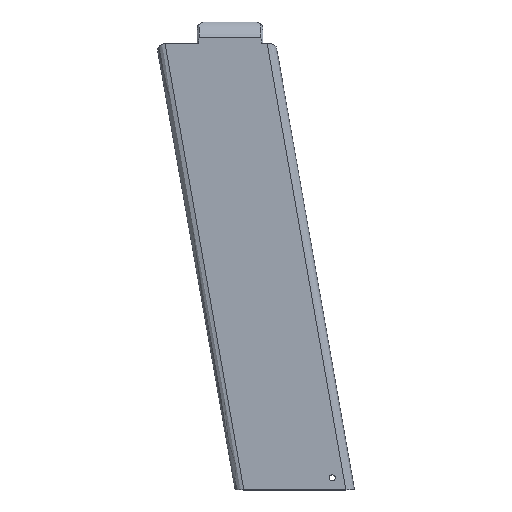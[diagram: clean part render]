
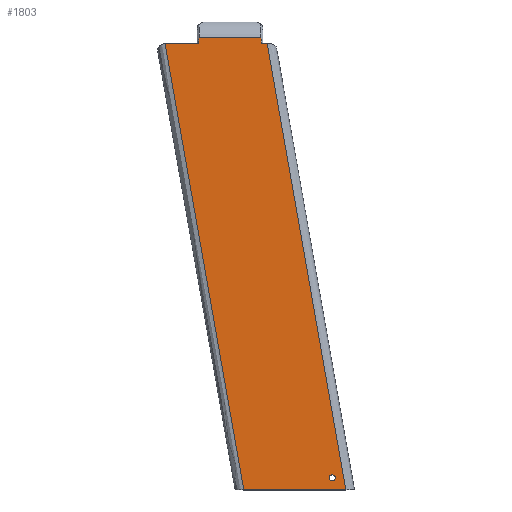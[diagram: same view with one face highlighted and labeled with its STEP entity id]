
A CAD part, top view. The second image highlights one B-rep face of the part: STEP entity #1803.
In plain terms, the highlighted planar face has unit normal (0, 0, 1).
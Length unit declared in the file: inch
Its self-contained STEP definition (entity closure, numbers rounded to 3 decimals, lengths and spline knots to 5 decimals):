
#91=FACE_BOUND('',#251,.T.);
#97=(
BOUNDED_CURVE()
B_SPLINE_CURVE(2,(#2520,#2521,#2522),.UNSPECIFIED.,.F.,.F.)
B_SPLINE_CURVE_WITH_KNOTS((3,3),(0.,0.21909),.UNSPECIFIED.)
CURVE()
GEOMETRIC_REPRESENTATION_ITEM()
RATIONAL_B_SPLINE_CURVE((1.,1.014,1.014))
REPRESENTATION_ITEM('')
);
#98=(
BOUNDED_CURVE()
B_SPLINE_CURVE(2,(#2526,#2527,#2528),.UNSPECIFIED.,.F.,.F.)
B_SPLINE_CURVE_WITH_KNOTS((3,3),(0.21909,0.43818),
 .UNSPECIFIED.)
CURVE()
GEOMETRIC_REPRESENTATION_ITEM()
RATIONAL_B_SPLINE_CURVE((1.014,1.014,1.))
REPRESENTATION_ITEM('')
);
#103=CIRCLE('',#1928,0.04688);
#142=FACE_OUTER_BOUND('',#250,.T.);
#250=EDGE_LOOP('',(#1230,#1231,#1232,#1233,#1234,#1235,#1236,#1237,#1238));
#251=EDGE_LOOP('',(#1239));
#372=LINE('',#2518,#508);
#373=LINE('',#2524,#509);
#374=LINE('',#2530,#510);
#375=LINE('',#2532,#511);
#376=LINE('',#2534,#512);
#377=LINE('',#2536,#513);
#378=LINE('',#2537,#514);
#508=VECTOR('',#2053,0.3937);
#509=VECTOR('',#2054,0.3937);
#510=VECTOR('',#2055,0.3937);
#511=VECTOR('',#2056,0.3937);
#512=VECTOR('',#2057,0.3937);
#513=VECTOR('',#2058,0.3937);
#514=VECTOR('',#2059,0.3937);
#762=VERTEX_POINT('',#2516);
#763=VERTEX_POINT('',#2517);
#764=VERTEX_POINT('',#2519);
#765=VERTEX_POINT('',#2523);
#766=VERTEX_POINT('',#2525);
#767=VERTEX_POINT('',#2529);
#768=VERTEX_POINT('',#2531);
#769=VERTEX_POINT('',#2533);
#770=VERTEX_POINT('',#2535);
#771=VERTEX_POINT('',#2538);
#942=EDGE_CURVE('',#762,#763,#372,.T.);
#943=EDGE_CURVE('',#764,#762,#97,.T.);
#944=EDGE_CURVE('',#765,#764,#373,.T.);
#945=EDGE_CURVE('',#766,#765,#98,.T.);
#946=EDGE_CURVE('',#767,#766,#374,.T.);
#947=EDGE_CURVE('',#768,#767,#375,.T.);
#948=EDGE_CURVE('',#769,#768,#376,.T.);
#949=EDGE_CURVE('',#770,#769,#377,.T.);
#950=EDGE_CURVE('',#770,#763,#378,.T.);
#951=EDGE_CURVE('',#771,#771,#103,.T.);
#1230=ORIENTED_EDGE('',*,*,#942,.F.);
#1231=ORIENTED_EDGE('',*,*,#943,.F.);
#1232=ORIENTED_EDGE('',*,*,#944,.F.);
#1233=ORIENTED_EDGE('',*,*,#945,.F.);
#1234=ORIENTED_EDGE('',*,*,#946,.F.);
#1235=ORIENTED_EDGE('',*,*,#947,.F.);
#1236=ORIENTED_EDGE('',*,*,#948,.F.);
#1237=ORIENTED_EDGE('',*,*,#949,.F.);
#1238=ORIENTED_EDGE('',*,*,#950,.T.);
#1239=ORIENTED_EDGE('',*,*,#951,.F.);
#1766=PLANE('',#1927);
#1803=ADVANCED_FACE('',(#142,#91),#1766,.F.);
#1927=AXIS2_PLACEMENT_3D('',#2515,#2051,#2052);
#1928=AXIS2_PLACEMENT_3D('',#2539,#2060,#2061);
#2051=DIRECTION('center_axis',(0.,0.,
-1.));
#2052=DIRECTION('ref_axis',(-1.,0.,0.));
#2053=DIRECTION('',(1.,0.,0.));
#2054=DIRECTION('',(1.,0.,0.));
#2055=DIRECTION('',(1.,0.,0.));
#2056=DIRECTION('',(-0.174,0.985,0.));
#2057=DIRECTION('',(-0.174,0.985,0.));
#2058=DIRECTION('',(-1.,0.,0.));
#2059=DIRECTION('',(-0.174,0.985,0.));
#2060=DIRECTION('center_axis',(0.,0.,
1.));
#2061=DIRECTION('ref_axis',(-1.,0.,0.));
#2515=CARTESIAN_POINT('Origin',(7.23691,-4.44031,-0.13867));
#2516=CARTESIAN_POINT('',(5.95259,2.36229,-0.13867));
#2517=CARTESIAN_POINT('',(6.03743,2.36229,-0.13867));
#2518=CARTESIAN_POINT('',(6.24817,2.36229,-0.13867));
#2519=CARTESIAN_POINT('',(5.94259,2.44797,-0.13867));
#2520=CARTESIAN_POINT('Ctrl Pts',(5.94259,2.44797,-0.13867));
#2521=CARTESIAN_POINT('Ctrl Pts',(5.95259,2.40455,-0.13867));
#2522=CARTESIAN_POINT('Ctrl Pts',(5.95259,2.36229,-0.13867));
#2523=CARTESIAN_POINT('',(5.00259,2.44797,-0.13867));
#2524=CARTESIAN_POINT('',(4.97259,2.44797,-0.13867));
#2525=CARTESIAN_POINT('',(4.99259,2.36229,-0.13867));
#2526=CARTESIAN_POINT('Ctrl Pts',(4.99259,2.36229,-0.13867));
#2527=CARTESIAN_POINT('Ctrl Pts',(4.99259,2.40455,-0.13867));
#2528=CARTESIAN_POINT('Ctrl Pts',(5.00259,2.44797,-0.13867));
#2529=CARTESIAN_POINT('',(4.48143,2.36229,-0.13867));
#2530=CARTESIAN_POINT('',(6.24817,2.36229,-0.13867));
#2531=CARTESIAN_POINT('',(4.48147,2.3621,-0.13867));
#2532=CARTESIAN_POINT('',(5.10463,-1.17206,-0.13867));
#2533=CARTESIAN_POINT('',(5.68091,-4.44031,-0.13867));
#2534=CARTESIAN_POINT('',(5.68091,-4.44031,-0.13867));
#2535=CARTESIAN_POINT('',(7.23691,-4.44031,-0.13867));
#2536=CARTESIAN_POINT('',(6.84791,-4.44031,-0.13867));
#2537=CARTESIAN_POINT('',(7.23691,-4.44031,-0.13867));
#2538=CARTESIAN_POINT('',(7.07717,-4.25734,-0.13867));
#2539=CARTESIAN_POINT('Origin',(7.03029,-4.25734,-0.13867));
